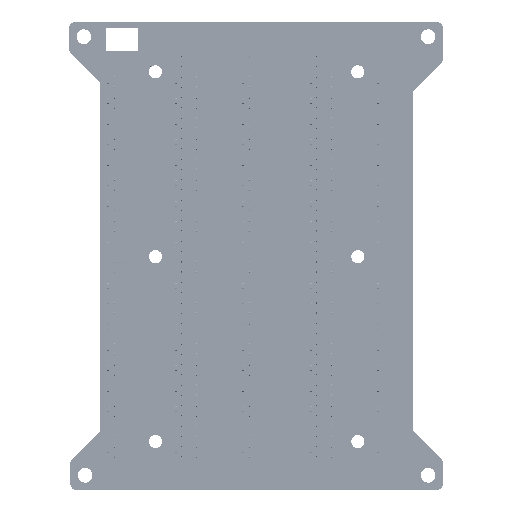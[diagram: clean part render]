
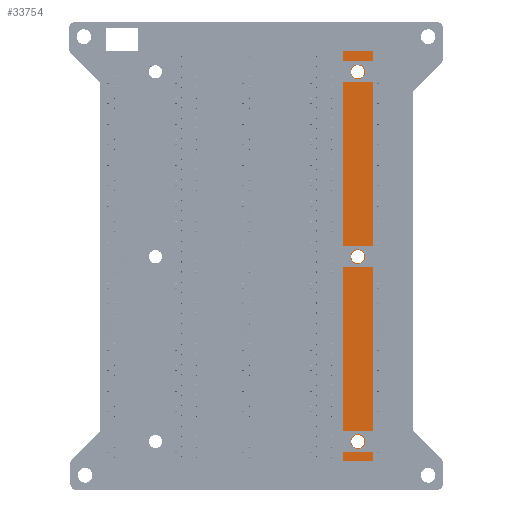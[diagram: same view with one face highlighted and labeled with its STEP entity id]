
A CAD part, top view. The second image highlights one B-rep face of the part: STEP entity #33754.
In plain terms, the highlighted planar face has unit normal (0, 0, 1).
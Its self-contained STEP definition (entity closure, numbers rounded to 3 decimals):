
#1568=FACE_BOUND('',#5016,.T.);
#1569=FACE_BOUND('',#5017,.T.);
#1570=FACE_BOUND('',#5018,.T.);
#1798=PLANE('',#35771);
#3139=FACE_OUTER_BOUND('',#5015,.T.);
#5015=EDGE_LOOP('',(#23819,#23820,#23821,#23822));
#5016=EDGE_LOOP('',(#23823));
#5017=EDGE_LOOP('',(#23824));
#5018=EDGE_LOOP('',(#23825));
#7148=LINE('',#48732,#10893);
#7149=LINE('',#48734,#10894);
#7150=LINE('',#48736,#10895);
#7151=LINE('',#48737,#10896);
#10893=VECTOR('',#39006,10.);
#10894=VECTOR('',#39007,10.);
#10895=VECTOR('',#39008,10.);
#10896=VECTOR('',#39009,10.);
#14506=CIRCLE('',#35772,2.25);
#14507=CIRCLE('',#35773,2.25);
#14508=CIRCLE('',#35774,2.25);
#15557=VERTEX_POINT('',#48730);
#15558=VERTEX_POINT('',#48731);
#15559=VERTEX_POINT('',#48733);
#15560=VERTEX_POINT('',#48735);
#15561=VERTEX_POINT('',#48738);
#15562=VERTEX_POINT('',#48740);
#15563=VERTEX_POINT('',#48742);
#18797=EDGE_CURVE('',#15557,#15558,#7148,.T.);
#18798=EDGE_CURVE('',#15558,#15559,#7149,.T.);
#18799=EDGE_CURVE('',#15559,#15560,#7150,.T.);
#18800=EDGE_CURVE('',#15560,#15557,#7151,.T.);
#18801=EDGE_CURVE('',#15561,#15561,#14506,.T.);
#18802=EDGE_CURVE('',#15562,#15562,#14507,.T.);
#18803=EDGE_CURVE('',#15563,#15563,#14508,.T.);
#23819=ORIENTED_EDGE('',*,*,#18797,.T.);
#23820=ORIENTED_EDGE('',*,*,#18798,.T.);
#23821=ORIENTED_EDGE('',*,*,#18799,.T.);
#23822=ORIENTED_EDGE('',*,*,#18800,.T.);
#23823=ORIENTED_EDGE('',*,*,#18801,.T.);
#23824=ORIENTED_EDGE('',*,*,#18802,.T.);
#23825=ORIENTED_EDGE('',*,*,#18803,.T.);
#33754=ADVANCED_FACE('',(#3139,#1568,#1569,#1570),#1798,.T.);
#35771=AXIS2_PLACEMENT_3D('',#48729,#39004,#39005);
#35772=AXIS2_PLACEMENT_3D('',#48739,#39010,#39011);
#35773=AXIS2_PLACEMENT_3D('',#48741,#39012,#39013);
#35774=AXIS2_PLACEMENT_3D('',#48743,#39014,#39015);
#39004=DIRECTION('center_axis',(0.,0.,1.));
#39005=DIRECTION('ref_axis',(1.,0.,0.));
#39006=DIRECTION('',(1.,0.,0.));
#39007=DIRECTION('',(0.,1.,0.));
#39008=DIRECTION('',(-1.,0.,0.));
#39009=DIRECTION('',(0.,-1.,0.));
#39010=DIRECTION('center_axis',(0.,0.,-1.));
#39011=DIRECTION('ref_axis',(-1.,0.,0.));
#39012=DIRECTION('center_axis',(0.,0.,-1.));
#39013=DIRECTION('ref_axis',(-1.,0.,0.));
#39014=DIRECTION('center_axis',(0.,0.,-1.));
#39015=DIRECTION('ref_axis',(-1.,0.,0.));
#48729=CARTESIAN_POINT('Origin',(30.475,130.75,0.6));
#48730=CARTESIAN_POINT('',(25.475,61.,0.6));
#48731=CARTESIAN_POINT('',(35.475,61.,0.6));
#48732=CARTESIAN_POINT('',(49.425,61.,0.6));
#48733=CARTESIAN_POINT('',(35.475,200.5,0.6));
#48734=CARTESIAN_POINT('',(35.475,61.,0.6));
#48735=CARTESIAN_POINT('',(25.475,200.5,0.6));
#48736=CARTESIAN_POINT('',(49.425,200.5,0.6));
#48737=CARTESIAN_POINT('',(25.475,61.,0.6));
#48738=CARTESIAN_POINT('',(32.725,67.5,0.6));
#48739=CARTESIAN_POINT('Origin',(30.475,67.5,0.6));
#48740=CARTESIAN_POINT('',(32.725,130.5,0.6));
#48741=CARTESIAN_POINT('Origin',(30.475,130.5,0.6));
#48742=CARTESIAN_POINT('',(32.725,193.5,0.6));
#48743=CARTESIAN_POINT('Origin',(30.475,193.5,0.6));
